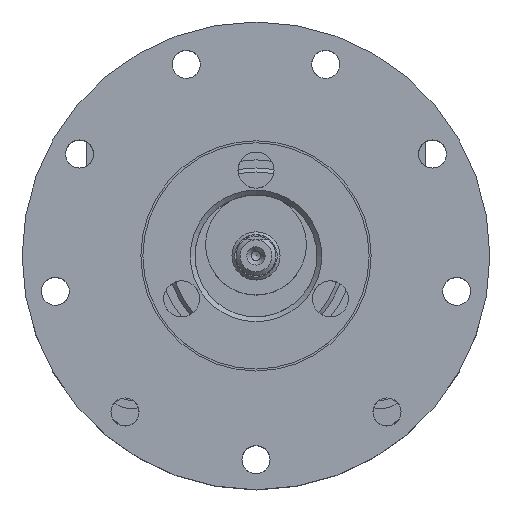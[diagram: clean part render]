
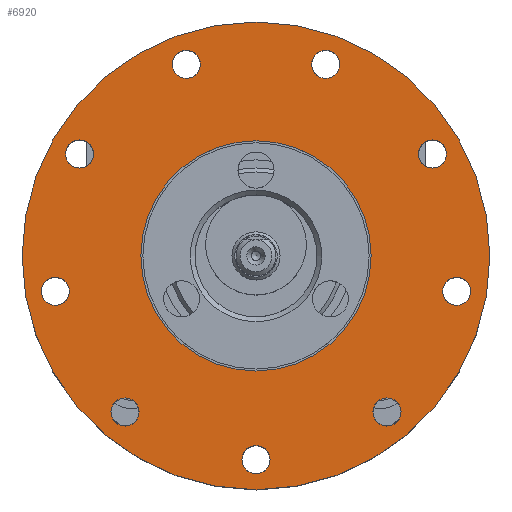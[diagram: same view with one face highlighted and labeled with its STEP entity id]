
A CAD part, top view. The second image highlights one B-rep face of the part: STEP entity #6920.
In plain terms, the highlighted planar face has unit normal (0, 0, 1).
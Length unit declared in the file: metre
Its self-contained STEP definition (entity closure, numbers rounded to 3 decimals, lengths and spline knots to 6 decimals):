
#674=CIRCLE('',#7807,0.01435);
#676=CIRCLE('',#7810,0.02915);
#678=CIRCLE('',#7813,0.00175);
#679=CIRCLE('',#7814,0.00175);
#680=CIRCLE('',#7815,0.00175);
#681=CIRCLE('',#7816,0.00175);
#682=CIRCLE('',#7817,0.00175);
#683=CIRCLE('',#7818,0.00175);
#684=CIRCLE('',#7819,0.00175);
#685=CIRCLE('',#7820,0.00175);
#686=CIRCLE('',#7821,0.00175);
#2362=ORIENTED_EDGE('',*,*,#3366,.F.);
#2363=ORIENTED_EDGE('',*,*,#3367,.F.);
#2364=ORIENTED_EDGE('',*,*,#3368,.F.);
#2365=ORIENTED_EDGE('',*,*,#3369,.F.);
#2366=ORIENTED_EDGE('',*,*,#3370,.F.);
#2367=ORIENTED_EDGE('',*,*,#3371,.F.);
#2368=ORIENTED_EDGE('',*,*,#3372,.F.);
#2369=ORIENTED_EDGE('',*,*,#3373,.F.);
#2370=ORIENTED_EDGE('',*,*,#3374,.F.);
#2371=ORIENTED_EDGE('',*,*,#3362,.F.);
#2372=ORIENTED_EDGE('',*,*,#3364,.T.);
#3362=EDGE_CURVE('',#4046,#4046,#674,.T.);
#3364=EDGE_CURVE('',#4048,#4048,#676,.T.);
#3366=EDGE_CURVE('',#4050,#4050,#678,.T.);
#3367=EDGE_CURVE('',#4051,#4051,#679,.T.);
#3368=EDGE_CURVE('',#4052,#4052,#680,.T.);
#3369=EDGE_CURVE('',#4053,#4053,#681,.T.);
#3370=EDGE_CURVE('',#4054,#4054,#682,.T.);
#3371=EDGE_CURVE('',#4055,#4055,#683,.T.);
#3372=EDGE_CURVE('',#4056,#4056,#684,.T.);
#3373=EDGE_CURVE('',#4057,#4057,#685,.T.);
#3374=EDGE_CURVE('',#4058,#4058,#686,.T.);
#4046=VERTEX_POINT('',#13201);
#4048=VERTEX_POINT('',#13206);
#4050=VERTEX_POINT('',#13211);
#4051=VERTEX_POINT('',#13213);
#4052=VERTEX_POINT('',#13215);
#4053=VERTEX_POINT('',#13217);
#4054=VERTEX_POINT('',#13219);
#4055=VERTEX_POINT('',#13221);
#4056=VERTEX_POINT('',#13223);
#4057=VERTEX_POINT('',#13225);
#4058=VERTEX_POINT('',#13227);
#5468=EDGE_LOOP('',(#2362));
#5469=EDGE_LOOP('',(#2363));
#5470=EDGE_LOOP('',(#2364));
#5471=EDGE_LOOP('',(#2365));
#5472=EDGE_LOOP('',(#2366));
#5473=EDGE_LOOP('',(#2367));
#5474=EDGE_LOOP('',(#2368));
#5475=EDGE_LOOP('',(#2369));
#5476=EDGE_LOOP('',(#2370));
#5477=EDGE_LOOP('',(#2371));
#5478=EDGE_LOOP('',(#2372));
#6179=FACE_BOUND('',#5468,.T.);
#6180=FACE_BOUND('',#5469,.T.);
#6181=FACE_BOUND('',#5470,.T.);
#6182=FACE_BOUND('',#5471,.T.);
#6183=FACE_BOUND('',#5472,.T.);
#6184=FACE_BOUND('',#5473,.T.);
#6185=FACE_BOUND('',#5474,.T.);
#6186=FACE_BOUND('',#5475,.T.);
#6187=FACE_BOUND('',#5476,.T.);
#6188=FACE_BOUND('',#5477,.T.);
#6189=FACE_BOUND('',#5478,.T.);
#6509=PLANE('',#7812);
#6920=ADVANCED_FACE('',(#6179,#6180,#6181,#6182,#6183,#6184,#6185,#6186,
#6187,#6188,#6189),#6509,.T.);
#7807=AXIS2_PLACEMENT_3D('',#13200,#9812,#9813);
#7810=AXIS2_PLACEMENT_3D('',#13205,#9818,#9819);
#7812=AXIS2_PLACEMENT_3D('',#13209,#9822,#9823);
#7813=AXIS2_PLACEMENT_3D('',#13210,#9824,#9825);
#7814=AXIS2_PLACEMENT_3D('',#13212,#9826,#9827);
#7815=AXIS2_PLACEMENT_3D('',#13214,#9828,#9829);
#7816=AXIS2_PLACEMENT_3D('',#13216,#9830,#9831);
#7817=AXIS2_PLACEMENT_3D('',#13218,#9832,#9833);
#7818=AXIS2_PLACEMENT_3D('',#13220,#9834,#9835);
#7819=AXIS2_PLACEMENT_3D('',#13222,#9836,#9837);
#7820=AXIS2_PLACEMENT_3D('',#13224,#9838,#9839);
#7821=AXIS2_PLACEMENT_3D('',#13226,#9840,#9841);
#9812=DIRECTION('',(0.,0.,1.));
#9813=DIRECTION('',(1.,0.,0.));
#9818=DIRECTION('',(0.,0.,1.));
#9819=DIRECTION('',(1.,0.,0.));
#9822=DIRECTION('',(0.,0.,1.));
#9823=DIRECTION('',(1.,0.,0.));
#9824=DIRECTION('',(0.,0.,1.));
#9825=DIRECTION('',(1.,0.,0.));
#9826=DIRECTION('',(0.,0.,1.));
#9827=DIRECTION('',(1.,0.,0.));
#9828=DIRECTION('',(0.,0.,1.));
#9829=DIRECTION('',(1.,0.,0.));
#9830=DIRECTION('',(0.,0.,1.));
#9831=DIRECTION('',(1.,0.,0.));
#9832=DIRECTION('',(0.,0.,1.));
#9833=DIRECTION('',(1.,0.,0.));
#9834=DIRECTION('',(0.,0.,1.));
#9835=DIRECTION('',(1.,0.,0.));
#9836=DIRECTION('',(0.,0.,1.));
#9837=DIRECTION('',(1.,0.,0.));
#9838=DIRECTION('',(0.,0.,1.));
#9839=DIRECTION('',(1.,0.,0.));
#9840=DIRECTION('',(0.,0.,1.));
#9841=DIRECTION('',(1.,0.,0.));
#13200=CARTESIAN_POINT('',(0.,0.,0.015974));
#13201=CARTESIAN_POINT('',(0.01435,0.,0.015974));
#13205=CARTESIAN_POINT('',(0.,0.,0.015974));
#13206=CARTESIAN_POINT('',(0.02915,0.,0.015974));
#13209=CARTESIAN_POINT('',(0.,0.,0.015974));
#13210=CARTESIAN_POINT('',(-0.021997,0.0127,0.015974));
#13211=CARTESIAN_POINT('',(-0.020247,0.0127,0.015974));
#13212=CARTESIAN_POINT('',(-0.008687,0.023868,0.015974));
#13213=CARTESIAN_POINT('',(-0.006937,0.023868,0.015974));
#13214=CARTESIAN_POINT('',(0.008687,0.023868,0.015974));
#13215=CARTESIAN_POINT('',(0.010437,0.023868,0.015974));
#13216=CARTESIAN_POINT('',(0.021997,0.0127,0.015974));
#13217=CARTESIAN_POINT('',(0.023747,0.0127,0.015974));
#13218=CARTESIAN_POINT('',(0.025014,-0.004411,0.015974));
#13219=CARTESIAN_POINT('',(0.026764,-0.004411,0.015974));
#13220=CARTESIAN_POINT('',(0.016327,-0.019458,0.015974));
#13221=CARTESIAN_POINT('',(0.018077,-0.019458,0.015974));
#13222=CARTESIAN_POINT('',(0.,-0.0254,0.015974));
#13223=CARTESIAN_POINT('',(0.00175,-0.0254,0.015974));
#13224=CARTESIAN_POINT('',(-0.016327,-0.019458,0.015974));
#13225=CARTESIAN_POINT('',(-0.014577,-0.019458,0.015974));
#13226=CARTESIAN_POINT('',(-0.025014,-0.004411,0.015974));
#13227=CARTESIAN_POINT('',(-0.023264,-0.004411,0.015974));
